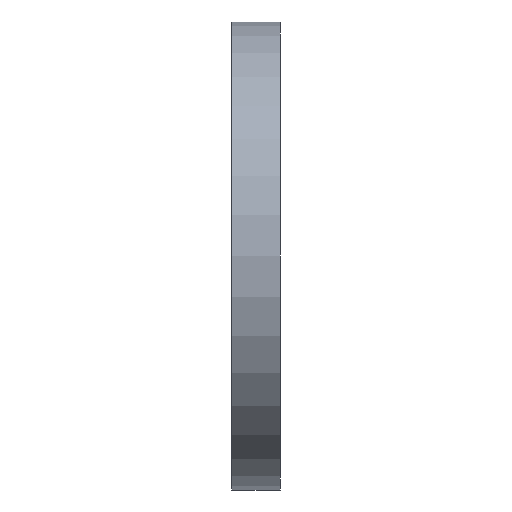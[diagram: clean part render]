
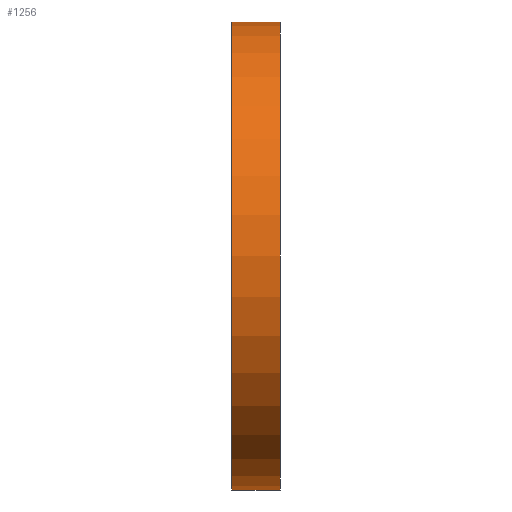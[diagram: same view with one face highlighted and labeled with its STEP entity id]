
A CAD part, front view. The second image highlights one B-rep face of the part: STEP entity #1256.
In plain terms, the highlighted cylindrical face has radius 72 mm (diameter 144 mm), a full revolution.
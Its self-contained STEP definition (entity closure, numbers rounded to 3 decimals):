
#107=FACE_OUTER_BOUND('',#173,.T.);
#173=EDGE_LOOP('',(#1006,#1007,#1008,#1009));
#263=LINE('',#2277,#325);
#325=VECTOR('',#1899,72.);
#328=CIRCLE('',#1277,72.);
#449=CIRCLE('',#1459,72.);
#452=VERTEX_POINT('',#1912);
#573=VERTEX_POINT('',#2275);
#577=EDGE_CURVE('',#452,#452,#328,.T.);
#758=EDGE_CURVE('',#573,#573,#449,.T.);
#759=EDGE_CURVE('',#573,#452,#263,.T.);
#1006=ORIENTED_EDGE('',*,*,#758,.F.);
#1007=ORIENTED_EDGE('',*,*,#759,.T.);
#1008=ORIENTED_EDGE('',*,*,#577,.T.);
#1009=ORIENTED_EDGE('',*,*,#759,.F.);
#1193=CYLINDRICAL_SURFACE('',#1458,72.);
#1256=ADVANCED_FACE('',(#107),#1193,.T.);
#1277=AXIS2_PLACEMENT_3D('',#1913,#1473,#1474);
#1458=AXIS2_PLACEMENT_3D('',#2274,#1895,#1896);
#1459=AXIS2_PLACEMENT_3D('',#2276,#1897,#1898);
#1473=DIRECTION('center_axis',(-1.,0.,0.));
#1474=DIRECTION('ref_axis',(0.,1.,0.));
#1895=DIRECTION('center_axis',(-1.,0.,0.));
#1896=DIRECTION('ref_axis',(0.,-1.,0.));
#1897=DIRECTION('center_axis',(-1.,0.,0.));
#1898=DIRECTION('ref_axis',(0.,-1.,0.));
#1899=DIRECTION('',(1.,0.,0.));
#1912=CARTESIAN_POINT('',(297.6,72.,-269.995));
#1913=CARTESIAN_POINT('Origin',(297.6,0.,-269.995));
#2274=CARTESIAN_POINT('Origin',(293.6,0.,-269.995));
#2275=CARTESIAN_POINT('',(282.6,72.,-269.995));
#2276=CARTESIAN_POINT('Origin',(282.6,0.,-269.995));
#2277=CARTESIAN_POINT('',(293.6,72.,-269.995));
